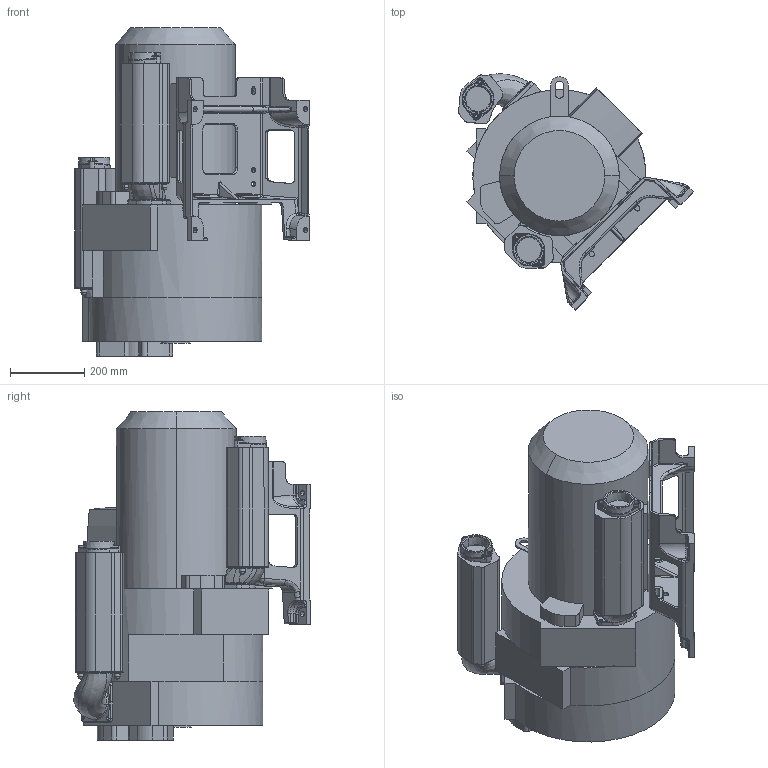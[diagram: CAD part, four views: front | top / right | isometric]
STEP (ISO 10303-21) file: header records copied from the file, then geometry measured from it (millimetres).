
FILE_DESCRIPTION((''),'2;1');
FILE_NAME('3RB350-3AAQ66','2025-02-24T',('Administrator'),(''),'PRO/ENGINEER BY PARAMETRIC TECHNOLOGY CORPORATION, 2007090','PRO/ENGINEER BY PARAMETRIC TECHNOLOGY CORPORATION, 2007090','');
FILE_SCHEMA(('AUTOMOTIVE_DESIGN_CC2 { 1 2 10303 214 -1 1 5 2 }'));
Products named in the file (1): 3RB350-3AAQ66
Bounding box: 632.13 x 636.53 x 883.2 mm (x, y, z)
Volume: 114291805.9 mm3; surface area: 2365372.6 mm2
Topology: 1 solids, 4 shells, 1085 faces, 2807 edges, 1762 vertices
Faces by surface type: cylinder 373, bspline 298, plane 287, torus 73, cone 48, extrusion 4, sphere 2
Entity records: 61929 total; most frequent: CARTESIAN_POINT 37485, ORIENTED_EDGE 5614, DIRECTION 4425, EDGE_CURVE 2807, VERTEX_POINT 1762, AXIS2_PLACEMENT_3D 1685, EDGE_LOOP 1157, FACE_OUTER_BOUND 1085
